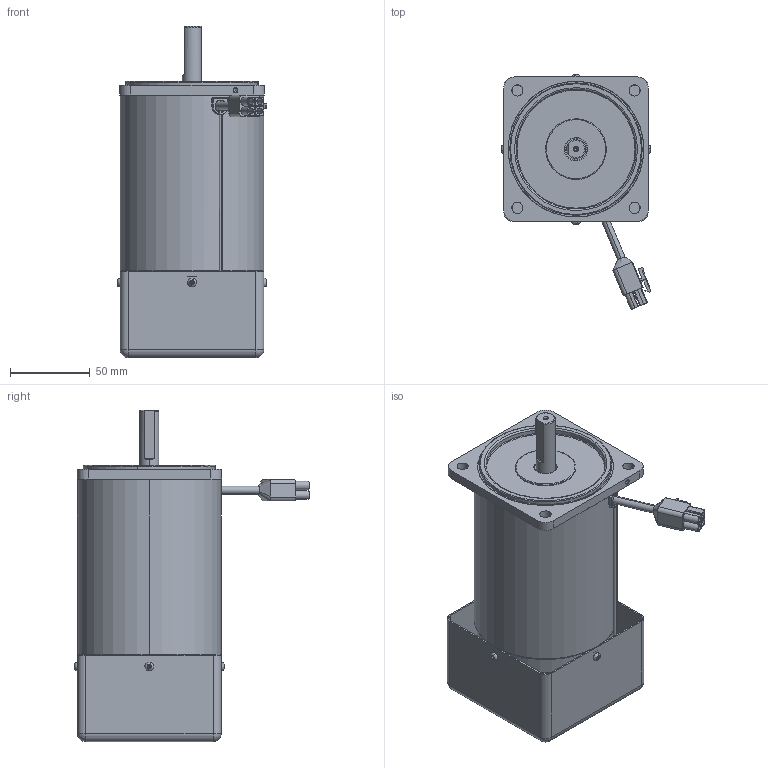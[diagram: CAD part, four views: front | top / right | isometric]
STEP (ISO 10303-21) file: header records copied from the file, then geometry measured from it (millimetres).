
FILE_DESCRIPTION (( 'STEP AP203' ), '1' );
FILE_NAME ('(¼Ð·Ç«~)M590-002E(5C4A022A00ZS).STEP', '2019-06-28T00:07:44', ( '' ), ( '' ), 'SwSTEP 2.0', 'SolidWorks 2010', '' );
FILE_SCHEMA (( 'CONFIG_CONTROL_DESIGN' ));
Length unit declared in the file: millimetre
Products named in the file (11): 線_90W; 線和頭_90W; 公端子; (標準品)M590-002E(5C4A022A00ZS); M590-R-F; 上蓋 C583-32; 線扣; 獨立風扇220V 3K22200000; 發電機; 丸頭十字螺絲M3x6_B18.6.7M - M3 x 0.5 x 8 Type I Cross Recessed PHMS --8C; 90A_1成品
Assembly tree (15 placements, depth 3):
  (標準品)M590-002E(5C4A022A00ZS)
    90A_1成品
    丸頭十字螺絲M3x6_B18.6.7M - M3 x 0.5 x 8 Type I Cross Recessed PHMS --8C  x6
    上蓋 C583-32
    線扣
    獨立風扇220V 3K22200000
    M590-R-F
    線和頭_90W
      公端子
      線_90W
    發電機
Bounding box: 93.92 x 147.42 x 207.5 mm (x, y, z)
Volume: 1074899.1 mm3; surface area: 148579.9 mm2
Topology: 14 solids, 15 shells, 657 faces, 1646 edges, 1044 vertices
Faces by surface type: plane 272, cylinder 261, torus 59, cone 31, sphere 24, bspline 10
Entity records: 19202 total; most frequent: CARTESIAN_POINT 5407, DIRECTION 2765, ORIENTED_EDGE 2516, EDGE_CURVE 1258, AXIS2_PLACEMENT_3D 1079, VERTEX_POINT 804, LINE 607, VECTOR 607
